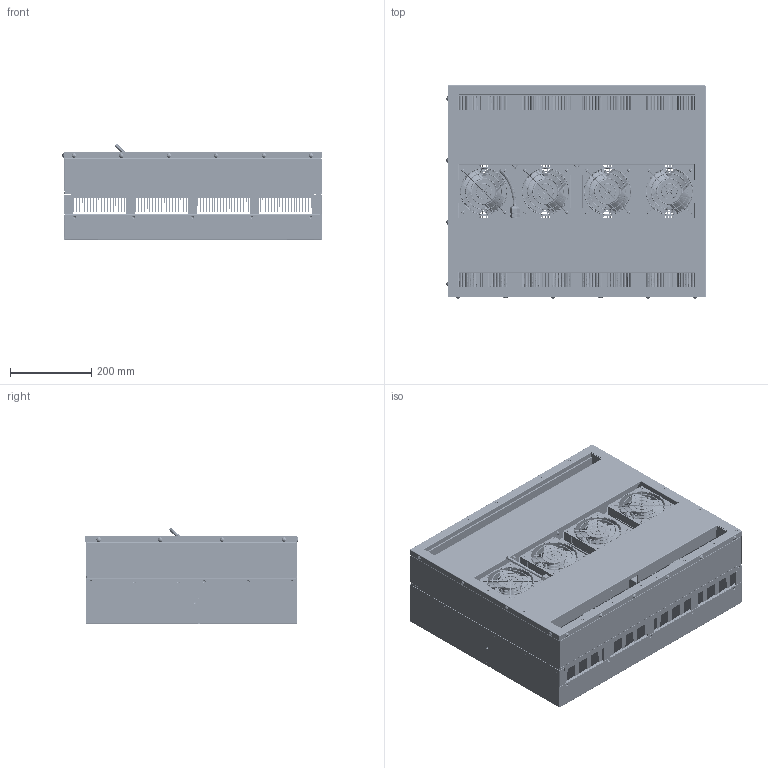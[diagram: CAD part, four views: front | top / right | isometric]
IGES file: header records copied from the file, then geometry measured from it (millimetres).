
Start section: SolidWorks IGES file using analytic representation for surfaces
Global section: file name: FHP-4200.igs; native system: SolidWorks 2016; preprocessor: SolidWorks 2016; author: Afshin; date: 160512.134137; units: inch
Bounding box: 638.76 x 524.97 x 236.13 mm (x, y, z)
Surface area: 9719090.5 mm2 (no closed solid volume)
Topology: 0 solids, 0 shells, 3680 faces, 50244 edges, 50162 vertices
Faces by surface type: revolution 1920, bspline 1760
